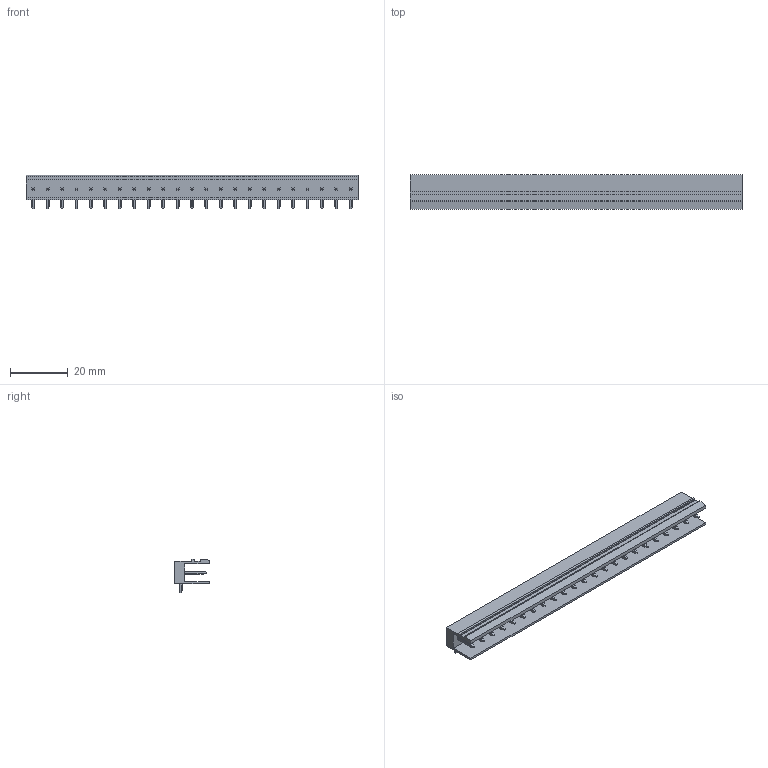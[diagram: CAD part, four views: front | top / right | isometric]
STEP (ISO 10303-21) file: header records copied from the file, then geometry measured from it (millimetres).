
FILE_DESCRIPTION(('CATIA V5 STEP Exchange','CAx-IF Rec.Pracs.--- Model Styling and Organization---1.2---2011-12-15'),'2;1');
FILE_NAME ('D1452882_0_1571330000_1571330000.stp','2018-10-13T05:01:54+00:00',('none'),('Weidmueller'),'CATIA Version 5-6 Release 2014','CATIA V5 STEP AP214','none');
FILE_SCHEMA(('AUTOMOTIVE_DESIGN { 1 0 10303 214 1 1 1 1 }'));
Length unit declared in the file: millimetre
Products named in the file (1): 1571330000
Bounding box: 115 x 12 x 11.7 mm (x, y, z)
Volume: 5147.9 mm3; surface area: 8553.3 mm2
Topology: 24 solids, 24 shells, 893 faces, 2351 edges, 1506 vertices
Faces by surface type: plane 523, cylinder 370
Entity records: 24716 total; most frequent: CARTESIAN_POINT 6018, ORIENTED_EDGE 4702, EDGE_CURVE 2345, DIRECTION 2305, VERTEX_POINT 1498, VECTOR 1425, LINE 1425, EDGE_LOOP 939
